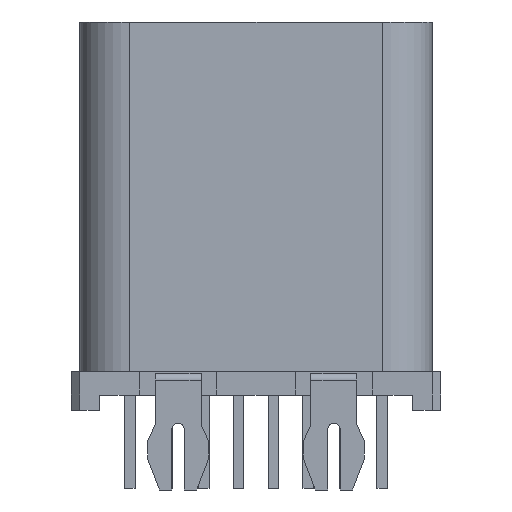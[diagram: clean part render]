
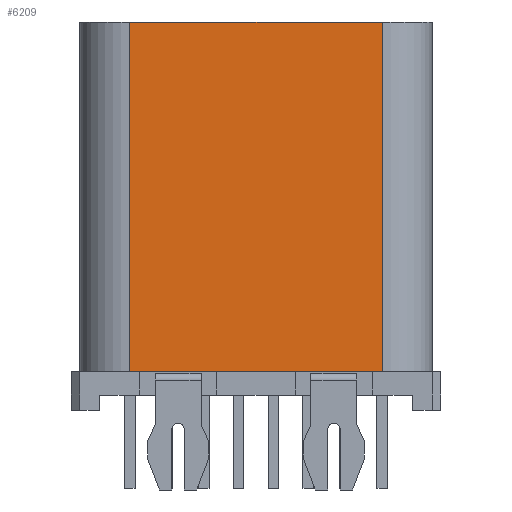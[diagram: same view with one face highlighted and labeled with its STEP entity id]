
A CAD part, front view. The second image highlights one B-rep face of the part: STEP entity #6209.
In plain terms, the highlighted planar face has unit normal (0, -1, 0).
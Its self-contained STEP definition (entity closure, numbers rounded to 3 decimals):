
#724=ORIENTED_EDGE('',*,*,#1747,.F.);
#725=ORIENTED_EDGE('',*,*,#1746,.F.);
#726=ORIENTED_EDGE('',*,*,#1748,.T.);
#727=ORIENTED_EDGE('',*,*,#1726,.T.);
#1726=EDGE_CURVE('',#2278,#2276,#2766,.T.);
#1746=EDGE_CURVE('',#2291,#2290,#2779,.T.);
#1747=EDGE_CURVE('',#2290,#2276,#2780,.T.);
#1748=EDGE_CURVE('',#2291,#2278,#2781,.T.);
#2276=VERTEX_POINT('',#8497);
#2278=VERTEX_POINT('',#8500);
#2290=VERTEX_POINT('',#8536);
#2291=VERTEX_POINT('',#8538);
#2766=LINE('',#8499,#3338);
#2779=LINE('',#8539,#3351);
#2780=LINE('',#8541,#3352);
#2781=LINE('',#8542,#3353);
#3338=VECTOR('',#7218,1000.);
#3351=VECTOR('',#7257,1000.);
#3352=VECTOR('',#7260,1000.);
#3353=VECTOR('',#7261,1000.);
#3769=EDGE_LOOP('',(#724,#725,#726,#727));
#4037=FACE_BOUND('',#3769,.T.);
#4267=PLANE('',#6494);
#6209=ADVANCED_FACE('',(#4037),#4267,.T.);
#6494=AXIS2_PLACEMENT_3D('',#8540,#7258,#7259);
#7218=DIRECTION('',(0.,0.,-1.));
#7257=DIRECTION('',(0.,0.,-1.));
#7258=DIRECTION('',(0.,-1.,0.));
#7259=DIRECTION('',(0.,0.,-1.));
#7260=DIRECTION('',(-1.,0.,0.));
#7261=DIRECTION('',(-1.,0.,0.));
#8497=CARTESIAN_POINT('',(-3.253,-1.599,0.991));
#8499=CARTESIAN_POINT('',(-3.253,-1.599,9.991));
#8500=CARTESIAN_POINT('',(-3.253,-1.599,9.991));
#8536=CARTESIAN_POINT('',(3.253,-1.599,0.991));
#8538=CARTESIAN_POINT('',(3.253,-1.599,9.991));
#8539=CARTESIAN_POINT('',(3.253,-1.599,9.991));
#8540=CARTESIAN_POINT('',(3.253,-1.599,9.991));
#8541=CARTESIAN_POINT('',(3.253,-1.599,0.991));
#8542=CARTESIAN_POINT('',(3.253,-1.599,9.991));
